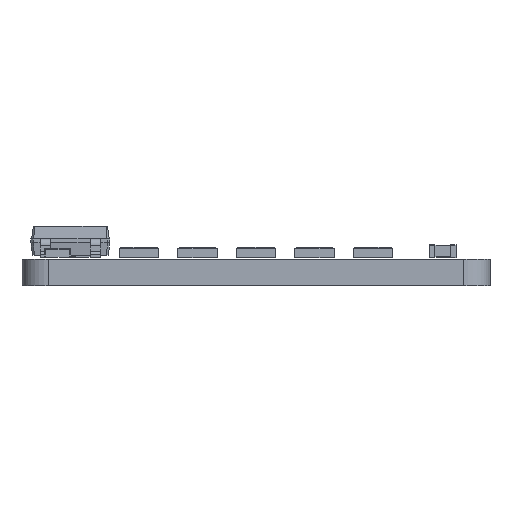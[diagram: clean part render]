
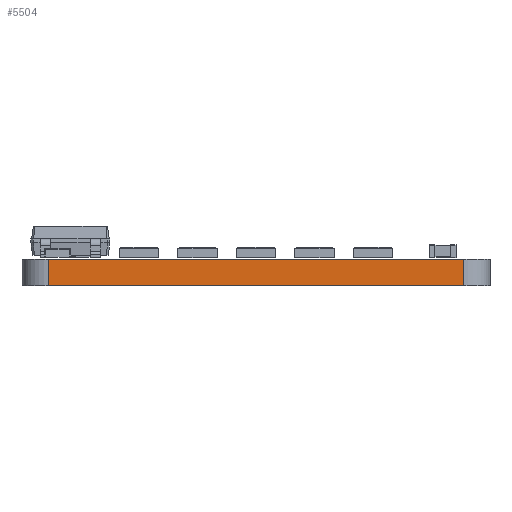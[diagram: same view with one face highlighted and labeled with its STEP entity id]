
A CAD part, left-side view. The second image highlights one B-rep face of the part: STEP entity #5504.
In plain terms, the highlighted planar face has unit normal (-1, 0, 0).
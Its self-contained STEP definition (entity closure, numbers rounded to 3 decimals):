
#4950 = VERTEX_POINT('',#4951);
#4951 = CARTESIAN_POINT('',(0.,1.,0.));
#4958 = EDGE_CURVE('',#4950,#4959,#4961,.T.);
#4959 = VERTEX_POINT('',#4960);
#4960 = CARTESIAN_POINT('',(0.,16.78,0.));
#4961 = LINE('',#4962,#4963);
#4962 = CARTESIAN_POINT('',(0.,1.,0.));
#4963 = VECTOR('',#4964,1.);
#4964 = DIRECTION('',(0.,1.,0.));
#5222 = VERTEX_POINT('',#5223);
#5223 = CARTESIAN_POINT('',(0.,1.,1.));
#5230 = EDGE_CURVE('',#5222,#5231,#5233,.T.);
#5231 = VERTEX_POINT('',#5232);
#5232 = CARTESIAN_POINT('',(0.,16.78,1.));
#5233 = LINE('',#5234,#5235);
#5234 = CARTESIAN_POINT('',(0.,1.,1.));
#5235 = VECTOR('',#5236,1.);
#5236 = DIRECTION('',(0.,1.,0.));
#5474 = EDGE_CURVE('',#4959,#5231,#5475,.T.);
#5475 = LINE('',#5476,#5477);
#5476 = CARTESIAN_POINT('',(0.,16.78,0.));
#5477 = VECTOR('',#5478,1.);
#5478 = DIRECTION('',(0.,0.,1.));
#5504 = ADVANCED_FACE('',(#5505),#5516,.T.);
#5505 = FACE_BOUND('',#5506,.T.);
#5506 = EDGE_LOOP('',(#5507,#5513,#5514,#5515));
#5507 = ORIENTED_EDGE('',*,*,#5508,.T.);
#5508 = EDGE_CURVE('',#4950,#5222,#5509,.T.);
#5509 = LINE('',#5510,#5511);
#5510 = CARTESIAN_POINT('',(0.,1.,0.));
#5511 = VECTOR('',#5512,1.);
#5512 = DIRECTION('',(0.,0.,1.));
#5513 = ORIENTED_EDGE('',*,*,#5230,.T.);
#5514 = ORIENTED_EDGE('',*,*,#5474,.F.);
#5515 = ORIENTED_EDGE('',*,*,#4958,.F.);
#5516 = PLANE('',#5517);
#5517 = AXIS2_PLACEMENT_3D('',#5518,#5519,#5520);
#5518 = CARTESIAN_POINT('',(0.,1.,0.));
#5519 = DIRECTION('',(-1.,0.,0.));
#5520 = DIRECTION('',(0.,1.,0.));
